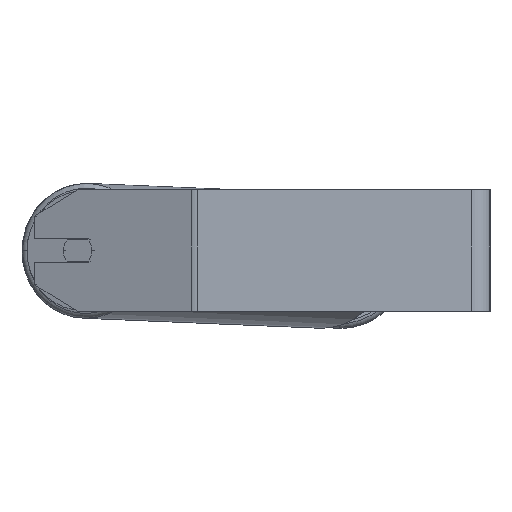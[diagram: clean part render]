
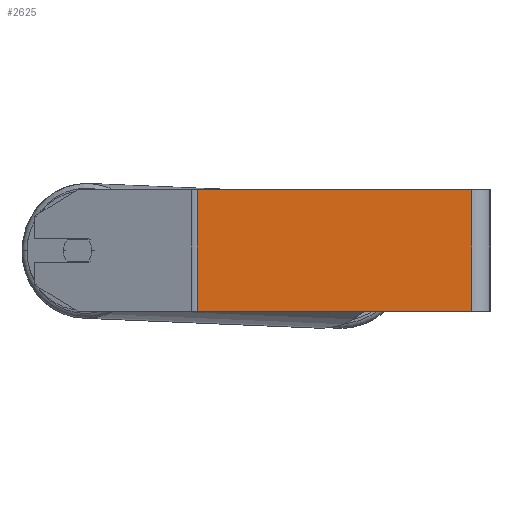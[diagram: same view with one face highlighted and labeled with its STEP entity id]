
A CAD part, left-side view. The second image highlights one B-rep face of the part: STEP entity #2625.
In plain terms, the highlighted planar face has unit normal (-1, 0, 0).
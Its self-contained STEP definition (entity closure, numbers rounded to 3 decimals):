
#54 = DIRECTION ( 'NONE',  ( 0., 0., -1. ) ) ;
#223 = EDGE_CURVE ( 'NONE', #1515, #6756, #7151, .T. ) ;
#225 = CARTESIAN_POINT ( 'NONE',  ( -745., 195.061, 40. ) ) ;
#1078 = CARTESIAN_POINT ( 'NONE',  ( -745., 192.945, 40. ) ) ;
#1515 = VERTEX_POINT ( 'NONE', #6608 ) ;
#1585 = ORIENTED_EDGE ( 'NONE', *, *, #8042, .F. ) ;
#1825 = CARTESIAN_POINT ( 'NONE',  ( -745., 12., 40. ) ) ;
#2213 = DIRECTION ( 'NONE',  ( 1., 0., 0. ) ) ;
#2376 = VERTEX_POINT ( 'NONE', #5270 ) ;
#2625 = ADVANCED_FACE ( 'NONE', ( #8298 ), #6841, .F. ) ;
#2928 = DIRECTION ( 'NONE',  ( 0., 1., 0. ) ) ;
#3133 = VECTOR ( 'NONE', #7654, 1000. ) ;
#3388 = CARTESIAN_POINT ( 'NONE',  ( -745., 12., 40. ) ) ;
#3843 = DIRECTION ( 'NONE',  ( 0., 0., -1. ) ) ;
#3967 = LINE ( 'NONE', #3388, #4679 ) ;
#4645 = ORIENTED_EDGE ( 'NONE', *, *, #8252, .T. ) ;
#4679 = VECTOR ( 'NONE', #54, 1000. ) ;
#4729 = CARTESIAN_POINT ( 'NONE',  ( -745., 195.061, -40. ) ) ;
#5270 = CARTESIAN_POINT ( 'NONE',  ( -745., 12., -40. ) ) ;
#5731 = VECTOR ( 'NONE', #3843, 1000. ) ;
#5890 = ORIENTED_EDGE ( 'NONE', *, *, #5931, .F. ) ;
#5931 = EDGE_CURVE ( 'NONE', #6065, #2376, #3967, .T. ) ;
#6065 = VERTEX_POINT ( 'NONE', #1825 ) ;
#6068 = CARTESIAN_POINT ( 'NONE',  ( -745., 192.945, -40. ) ) ;
#6240 = LINE ( 'NONE', #8277, #3133 ) ;
#6526 = VECTOR ( 'NONE', #7379, 1000. ) ;
#6608 = CARTESIAN_POINT ( 'NONE',  ( -745., 192.945, 40. ) ) ;
#6756 = VERTEX_POINT ( 'NONE', #6068 ) ;
#6841 = PLANE ( 'NONE',  #7938 ) ;
#6890 = ORIENTED_EDGE ( 'NONE', *, *, #223, .T. ) ;
#7151 = LINE ( 'NONE', #1078, #5731 ) ;
#7379 = DIRECTION ( 'NONE',  ( 0., -1., 0. ) ) ;
#7654 = DIRECTION ( 'NONE',  ( 0., -1., 0. ) ) ;
#7747 = EDGE_LOOP ( 'NONE', ( #4645, #5890, #1585, #6890 ) ) ;
#7938 = AXIS2_PLACEMENT_3D ( 'NONE', #225, #2213, #2928 ) ;
#8042 = EDGE_CURVE ( 'NONE', #1515, #6065, #6240, .T. ) ;
#8135 = LINE ( 'NONE', #4729, #6526 ) ;
#8252 = EDGE_CURVE ( 'NONE', #6756, #2376, #8135, .T. ) ;
#8277 = CARTESIAN_POINT ( 'NONE',  ( -745., 195.061, 40. ) ) ;
#8298 = FACE_OUTER_BOUND ( 'NONE', #7747, .T. ) ;
